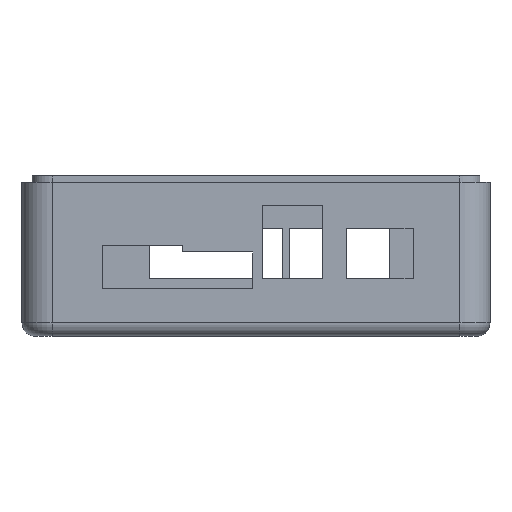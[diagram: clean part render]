
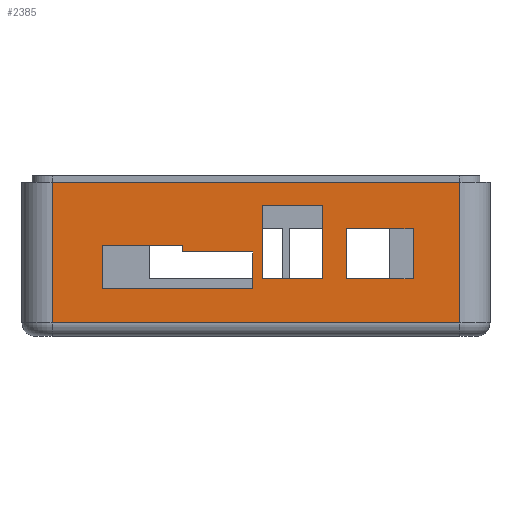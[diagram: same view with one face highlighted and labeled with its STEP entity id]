
A CAD part, left-side view. The second image highlights one B-rep face of the part: STEP entity #2385.
In plain terms, the highlighted planar face has unit normal (-1, 0, 0).
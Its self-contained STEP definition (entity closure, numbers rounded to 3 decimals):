
#36=FACE_BOUND('',#399,.T.);
#37=FACE_BOUND('',#400,.T.);
#38=FACE_BOUND('',#401,.T.);
#119=PLANE('',#2642);
#248=FACE_OUTER_BOUND('',#398,.T.);
#398=EDGE_LOOP('',(#2160,#2161,#2162,#2163));
#399=EDGE_LOOP('',(#2164,#2165,#2166,#2167,#2168,#2169));
#400=EDGE_LOOP('',(#2170,#2171,#2172,#2173));
#401=EDGE_LOOP('',(#2174,#2175,#2176,#2177));
#427=LINE('',#3438,#651);
#475=LINE('',#3594,#699);
#476=LINE('',#3597,#700);
#477=LINE('',#3601,#701);
#481=LINE('',#3609,#705);
#484=LINE('',#3615,#708);
#487=LINE('',#3621,#711);
#490=LINE('',#3627,#714);
#493=LINE('',#3632,#717);
#495=LINE('',#3637,#719);
#499=LINE('',#3645,#723);
#502=LINE('',#3651,#726);
#505=LINE('',#3656,#729);
#507=LINE('',#3661,#731);
#511=LINE('',#3669,#735);
#514=LINE('',#3675,#738);
#517=LINE('',#3680,#741);
#631=LINE('',#4043,#855);
#651=VECTOR('',#2729,10.);
#699=VECTOR('',#2873,10.);
#700=VECTOR('',#2878,10.);
#701=VECTOR('',#2881,10.);
#705=VECTOR('',#2887,10.);
#708=VECTOR('',#2892,10.);
#711=VECTOR('',#2897,10.);
#714=VECTOR('',#2902,10.);
#717=VECTOR('',#2907,10.);
#719=VECTOR('',#2911,10.);
#723=VECTOR('',#2917,10.);
#726=VECTOR('',#2922,10.);
#729=VECTOR('',#2927,10.);
#731=VECTOR('',#2931,10.);
#735=VECTOR('',#2937,10.);
#738=VECTOR('',#2942,10.);
#741=VECTOR('',#2947,10.);
#855=VECTOR('',#3351,10.);
#997=VERTEX_POINT('',#3430);
#999=VERTEX_POINT('',#3436);
#1058=VERTEX_POINT('',#3591);
#1059=VERTEX_POINT('',#3593);
#1060=VERTEX_POINT('',#3599);
#1061=VERTEX_POINT('',#3600);
#1064=VERTEX_POINT('',#3608);
#1066=VERTEX_POINT('',#3614);
#1068=VERTEX_POINT('',#3620);
#1070=VERTEX_POINT('',#3626);
#1072=VERTEX_POINT('',#3635);
#1073=VERTEX_POINT('',#3636);
#1076=VERTEX_POINT('',#3644);
#1078=VERTEX_POINT('',#3650);
#1080=VERTEX_POINT('',#3659);
#1081=VERTEX_POINT('',#3660);
#1084=VERTEX_POINT('',#3668);
#1086=VERTEX_POINT('',#3674);
#1230=EDGE_CURVE('',#999,#997,#427,.T.);
#1308=EDGE_CURVE('',#1059,#1058,#475,.T.);
#1310=EDGE_CURVE('',#997,#1058,#476,.T.);
#1311=EDGE_CURVE('',#1060,#1061,#477,.T.);
#1315=EDGE_CURVE('',#1064,#1060,#481,.T.);
#1318=EDGE_CURVE('',#1066,#1064,#484,.T.);
#1321=EDGE_CURVE('',#1068,#1066,#487,.T.);
#1324=EDGE_CURVE('',#1070,#1068,#490,.T.);
#1327=EDGE_CURVE('',#1061,#1070,#493,.T.);
#1329=EDGE_CURVE('',#1072,#1073,#495,.T.);
#1333=EDGE_CURVE('',#1076,#1072,#499,.T.);
#1336=EDGE_CURVE('',#1078,#1076,#502,.T.);
#1339=EDGE_CURVE('',#1073,#1078,#505,.T.);
#1341=EDGE_CURVE('',#1080,#1081,#507,.T.);
#1345=EDGE_CURVE('',#1084,#1080,#511,.T.);
#1348=EDGE_CURVE('',#1086,#1084,#514,.T.);
#1351=EDGE_CURVE('',#1081,#1086,#517,.T.);
#1529=EDGE_CURVE('',#999,#1059,#631,.T.);
#2160=ORIENTED_EDGE('',*,*,#1230,.F.);
#2161=ORIENTED_EDGE('',*,*,#1529,.T.);
#2162=ORIENTED_EDGE('',*,*,#1308,.T.);
#2163=ORIENTED_EDGE('',*,*,#1310,.F.);
#2164=ORIENTED_EDGE('',*,*,#1311,.T.);
#2165=ORIENTED_EDGE('',*,*,#1327,.T.);
#2166=ORIENTED_EDGE('',*,*,#1324,.T.);
#2167=ORIENTED_EDGE('',*,*,#1321,.T.);
#2168=ORIENTED_EDGE('',*,*,#1318,.T.);
#2169=ORIENTED_EDGE('',*,*,#1315,.T.);
#2170=ORIENTED_EDGE('',*,*,#1329,.T.);
#2171=ORIENTED_EDGE('',*,*,#1339,.T.);
#2172=ORIENTED_EDGE('',*,*,#1336,.T.);
#2173=ORIENTED_EDGE('',*,*,#1333,.T.);
#2174=ORIENTED_EDGE('',*,*,#1341,.T.);
#2175=ORIENTED_EDGE('',*,*,#1351,.T.);
#2176=ORIENTED_EDGE('',*,*,#1348,.T.);
#2177=ORIENTED_EDGE('',*,*,#1345,.T.);
#2385=ADVANCED_FACE('',(#248,#36,#37,#38),#119,.T.);
#2642=AXIS2_PLACEMENT_3D('',#4044,#3352,#3353);
#2729=DIRECTION('',(0.,1.,0.));
#2873=DIRECTION('',(0.,1.,0.));
#2878=DIRECTION('',(0.,0.,1.));
#2881=DIRECTION('',(0.,0.,1.));
#2887=DIRECTION('',(0.,1.,0.));
#2892=DIRECTION('',(0.,0.,-1.));
#2897=DIRECTION('',(0.,-1.,0.));
#2902=DIRECTION('',(0.,0.,-1.));
#2907=DIRECTION('',(0.,-1.,0.));
#2911=DIRECTION('',(0.,0.,1.));
#2917=DIRECTION('',(0.,1.,0.));
#2922=DIRECTION('',(0.,0.,-1.));
#2927=DIRECTION('',(0.,-1.,0.));
#2931=DIRECTION('',(0.,0.,1.));
#2937=DIRECTION('',(0.,1.,0.));
#2942=DIRECTION('',(0.,0.,-1.));
#2947=DIRECTION('',(0.,-1.,0.));
#3351=DIRECTION('',(0.,0.,1.));
#3352=DIRECTION('center_axis',(-1.,0.,0.));
#3353=DIRECTION('ref_axis',(0.,-1.,0.));
#3430=CARTESIAN_POINT('',(-50.,30.5,2.));
#3436=CARTESIAN_POINT('',(-50.,-30.5,2.));
#3438=CARTESIAN_POINT('',(-50.,15.25,2.));
#3591=CARTESIAN_POINT('',(-50.,30.5,23.));
#3593=CARTESIAN_POINT('',(-50.,-30.5,23.));
#3594=CARTESIAN_POINT('',(-50.,15.25,23.));
#3597=CARTESIAN_POINT('',(-50.,30.5,0.));
#3599=CARTESIAN_POINT('',(-50.,23.,7.1));
#3600=CARTESIAN_POINT('',(-50.,23.,13.6));
#3601=CARTESIAN_POINT('',(-50.,23.,3.55));
#3608=CARTESIAN_POINT('',(-50.,0.5,7.1));
#3609=CARTESIAN_POINT('',(-50.,15.5,7.1));
#3614=CARTESIAN_POINT('',(-50.,0.5,12.6));
#3615=CARTESIAN_POINT('',(-50.,0.5,6.3));
#3620=CARTESIAN_POINT('',(-50.,11.,12.6));
#3621=CARTESIAN_POINT('',(-50.,20.75,12.6));
#3626=CARTESIAN_POINT('',(-50.,11.,13.6));
#3627=CARTESIAN_POINT('',(-50.,11.,6.8));
#3632=CARTESIAN_POINT('',(-50.,26.75,13.6));
#3635=CARTESIAN_POINT('',(-50.,-1.,8.6));
#3636=CARTESIAN_POINT('',(-50.,-1.,19.6));
#3637=CARTESIAN_POINT('',(-50.,-1.,4.3));
#3644=CARTESIAN_POINT('',(-50.,-10.,8.6));
#3645=CARTESIAN_POINT('',(-50.,10.25,8.6));
#3650=CARTESIAN_POINT('',(-50.,-10.,19.6));
#3651=CARTESIAN_POINT('',(-50.,-10.,9.8));
#3656=CARTESIAN_POINT('',(-50.,14.75,19.6));
#3659=CARTESIAN_POINT('',(-50.,-13.5,8.6));
#3660=CARTESIAN_POINT('',(-50.,-13.5,16.1));
#3661=CARTESIAN_POINT('',(-50.,-13.5,4.3));
#3668=CARTESIAN_POINT('',(-50.,-23.5,8.6));
#3669=CARTESIAN_POINT('',(-50.,3.5,8.6));
#3674=CARTESIAN_POINT('',(-50.,-23.5,16.1));
#3675=CARTESIAN_POINT('',(-50.,-23.5,8.05));
#3680=CARTESIAN_POINT('',(-50.,8.5,16.1));
#4043=CARTESIAN_POINT('',(-50.,-30.5,0.));
#4044=CARTESIAN_POINT('Origin',(-50.,30.5,0.));
